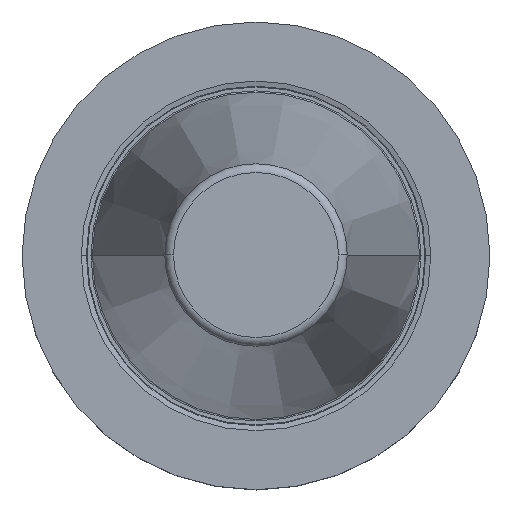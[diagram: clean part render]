
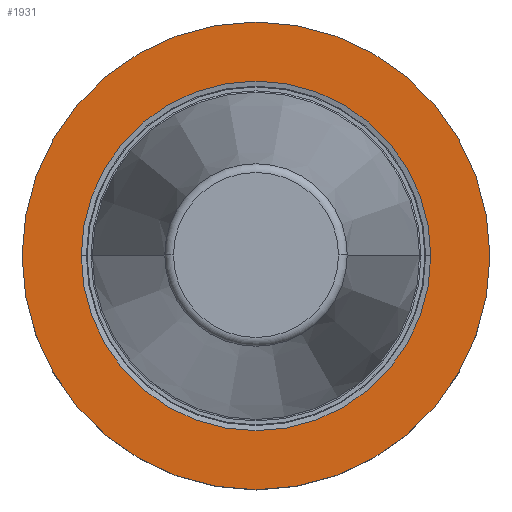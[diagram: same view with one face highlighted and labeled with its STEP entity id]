
A CAD part, top view. The second image highlights one B-rep face of the part: STEP entity #1931.
In plain terms, the highlighted planar face has unit normal (0, 0, 1).
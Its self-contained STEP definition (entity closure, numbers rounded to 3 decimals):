
#186=CARTESIAN_POINT('',(0.,0.,-3.2));
#187=DIRECTION('',(0.,0.,1.));
#188=DIRECTION('',(1.,0.,0.));
#189=AXIS2_PLACEMENT_3D('',#186,#187,#188);
#194=CARTESIAN_POINT('',(0.,0.,-3.2));
#195=DIRECTION('',(0.,0.,-1.));
#196=DIRECTION('',(1.,0.,0.));
#197=AXIS2_PLACEMENT_3D('',#194,#195,#196);
#202=CARTESIAN_POINT('',(0.,0.,-3.2));
#203=DIRECTION('',(0.,0.,1.));
#204=DIRECTION('',(1.,0.,0.));
#205=AXIS2_PLACEMENT_3D('',#202,#203,#204);
#210=CARTESIAN_POINT('',(0.,0.,-3.2));
#211=DIRECTION('',(0.,0.,1.));
#212=DIRECTION('',(-1.,0.,0.));
#213=AXIS2_PLACEMENT_3D('',#210,#211,#212);
#1660=CARTESIAN_POINT('',(31.775,0.,-3.2));
#1661=CARTESIAN_POINT('',(-31.775,0.,-3.2));
#1662=VERTEX_POINT('',#1660);
#1663=VERTEX_POINT('',#1661);
#1726=CARTESIAN_POINT('',(23.746,0.,-3.2));
#1727=VERTEX_POINT('',#1726);
#1730=CARTESIAN_POINT('',(-23.746,0.,-3.2));
#1731=VERTEX_POINT('',#1730);
#1916=CARTESIAN_POINT('',(0.,0.,-3.2));
#1917=DIRECTION('',(0.,0.,-1.));
#1918=DIRECTION('',(-1.,0.,0.));
#1919=AXIS2_PLACEMENT_3D('',#1916,#1917,#1918);
#1920=PLANE('',#1919);
#1921=ORIENTED_EDGE('',*,*,#1897,.F.);
#1922=ORIENTED_EDGE('',*,*,#1839,.T.);
#1923=EDGE_LOOP('',(#1921,#1922));
#1924=FACE_OUTER_BOUND('',#1923,.F.);
#1926=ORIENTED_EDGE('',*,*,#1925,.T.);
#1928=ORIENTED_EDGE('',*,*,#1927,.T.);
#1929=EDGE_LOOP('',(#1926,#1928));
#1930=FACE_BOUND('',#1929,.F.);
#190=CIRCLE('',#189,31.775);
#198=CIRCLE('',#197,31.775);
#206=CIRCLE('',#205,23.746);
#214=CIRCLE('',#213,23.746);
#1839=EDGE_CURVE('',#1662,#1663,#198,.T.);
#1897=EDGE_CURVE('',#1662,#1663,#190,.T.);
#1925=EDGE_CURVE('',#1727,#1731,#206,.T.);
#1927=EDGE_CURVE('',#1731,#1727,#214,.T.);
#1931=ADVANCED_FACE('',(#1924,#1930),#1920,.F.);
